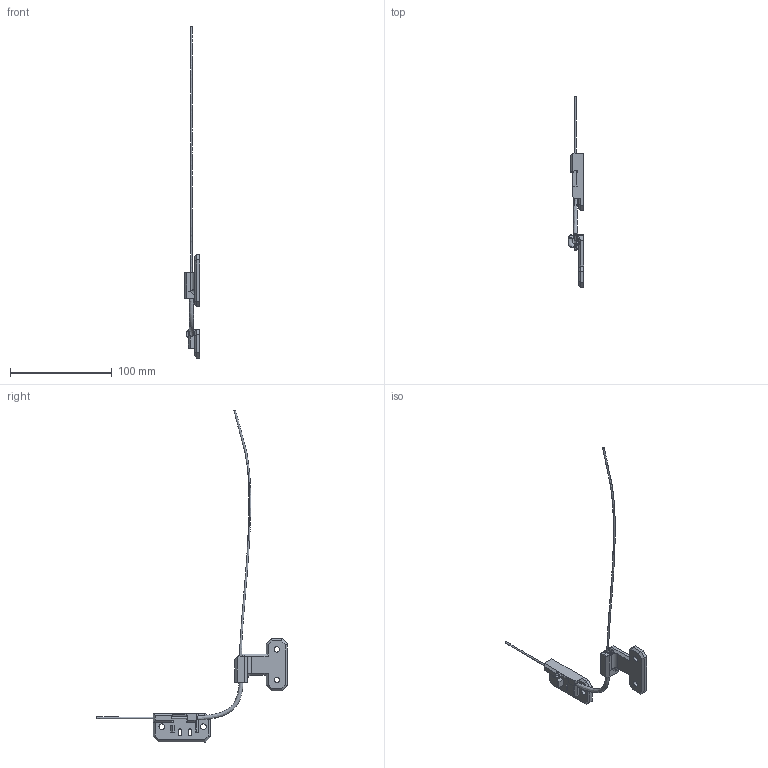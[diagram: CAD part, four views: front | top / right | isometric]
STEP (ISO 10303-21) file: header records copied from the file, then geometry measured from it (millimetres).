
FILE_DESCRIPTION(/* description */ (''),/* implementation_level */ '2;1');
FILE_NAME(/* name */ 'Filamentguide with Sensor v20.step',/* time_stamp */ '2021-10-26T10:12:31+02:00',/* author */ (''),/* organization */ (''),/* preprocessor_version */ 'ST-DEVELOPER v18.1',/* originating_system */ 'Autodesk Translation Framework v10.10.0.1391',/* authorisation */ '');
FILE_SCHEMA (('AUTOMOTIVE_DESIGN { 1 0 10303 214 3 1 1 }'));
Length unit declared in the file: millimetre
Products named in the file (1): Filamentguide with Sensor
Bounding box: 15.04 x 187.8 x 326.6 mm (x, y, z)
Volume: 21018 mm3; surface area: 14766.7 mm2
Topology: 4 solids, 4 shells, 176 faces, 462 edges, 294 vertices
Faces by surface type: plane 91, cylinder 39, bspline 37, torus 6, cone 3
Full cylindrical faces by diameter (mm): 2 x1, 2.2 x1, 4.2 x2, 5.3 x2, 5.5 x2, 9.728 x6
Entity records: 11759 total; most frequent: CARTESIAN_POINT 7591, ORIENTED_EDGE 920, DIRECTION 720, EDGE_CURVE 460, VERTEX_POINT 294, LINE 244, VECTOR 244, AXIS2_PLACEMENT_3D 238
